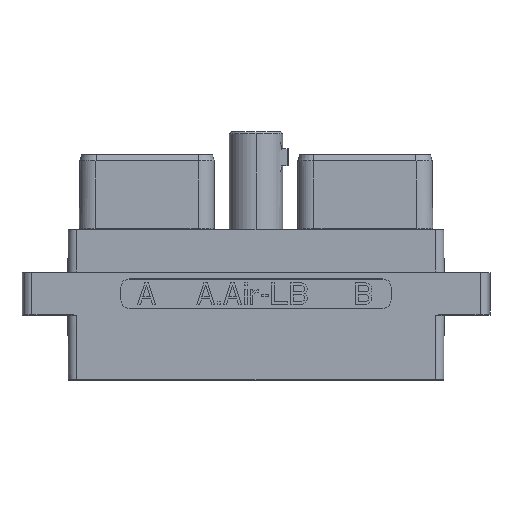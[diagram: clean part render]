
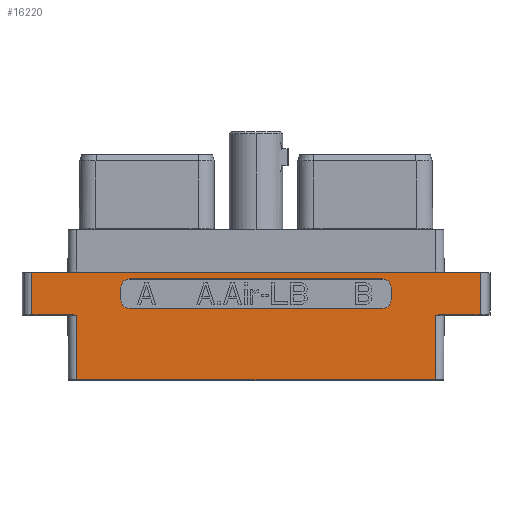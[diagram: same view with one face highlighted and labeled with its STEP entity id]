
A CAD part, top view. The second image highlights one B-rep face of the part: STEP entity #16220.
In plain terms, the highlighted planar face has unit normal (0, 0, 1).
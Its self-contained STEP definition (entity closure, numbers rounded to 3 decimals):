
#22=DIRECTION('',(-1.,0.,0.));
#23=VECTOR('',#22,53.065);
#24=CARTESIAN_POINT('',(26.532,-5.135,7.965));
#25=LINE('',#24,#23);
#294=DIRECTION('',(0.,1.,0.));
#295=VECTOR('',#294,4.99);
#296=CARTESIAN_POINT('',(26.532,-10.125,7.965));
#297=LINE('',#296,#295);
#312=CARTESIAN_POINT('',(-15.,-6.86,7.965));
#313=DIRECTION('',(0.,0.,1.));
#314=DIRECTION('',(0.,1.,0.));
#315=AXIS2_PLACEMENT_3D('',#312,#313,#314);
#317=DIRECTION('',(0.,-1.,0.));
#318=VECTOR('',#317,1.5);
#319=CARTESIAN_POINT('',(-15.985,-6.86,7.965));
#320=LINE('',#319,#318);
#321=CARTESIAN_POINT('',(-15.,-8.36,7.965));
#322=DIRECTION('',(0.,0.,1.));
#323=DIRECTION('',(-1.,0.,0.));
#324=AXIS2_PLACEMENT_3D('',#321,#322,#323);
#326=DIRECTION('',(1.,0.,0.));
#327=VECTOR('',#326,30.);
#328=CARTESIAN_POINT('',(-15.,-9.345,7.965));
#329=LINE('',#328,#327);
#330=CARTESIAN_POINT('',(15.,-8.36,7.965));
#331=DIRECTION('',(0.,0.,1.));
#332=DIRECTION('',(0.,-1.,0.));
#333=AXIS2_PLACEMENT_3D('',#330,#331,#332);
#335=DIRECTION('',(0.,1.,0.));
#336=VECTOR('',#335,1.5);
#337=CARTESIAN_POINT('',(15.985,-8.36,7.965));
#338=LINE('',#337,#336);
#339=CARTESIAN_POINT('',(15.,-6.86,7.965));
#340=DIRECTION('',(0.,0.,1.));
#341=DIRECTION('',(1.,0.,0.));
#342=AXIS2_PLACEMENT_3D('',#339,#340,#341);
#344=DIRECTION('',(-1.,0.,0.));
#345=VECTOR('',#344,30.);
#346=CARTESIAN_POINT('',(15.,-5.875,7.965));
#347=LINE('',#346,#345);
#392=CARTESIAN_POINT('',(-21.259,-10.21,7.965));
#394=DIRECTION('',(0.006,-1.,0.));
#395=VECTOR('',#394,7.615);
#396=CARTESIAN_POINT('',(-21.259,-10.21,7.965));
#397=LINE('',#396,#395);
#398=CARTESIAN_POINT('',(-21.21,-17.825,7.965));
#435=CARTESIAN_POINT('',(-21.683,-10.125,7.965));
#436=CARTESIAN_POINT('',(-21.676,-10.125,7.965));
#437=CARTESIAN_POINT('',(-21.66,-10.125,7.965));
#438=CARTESIAN_POINT('',(-21.633,-10.127,7.965));
#439=CARTESIAN_POINT('',(-21.604,-10.13,7.965));
#440=CARTESIAN_POINT('',(-21.57,-10.134,7.965));
#441=CARTESIAN_POINT('',(-21.533,-10.14,7.965));
#442=CARTESIAN_POINT('',(-21.49,-10.149,7.965));
#443=CARTESIAN_POINT('',(-21.442,-10.16,7.965));
#444=CARTESIAN_POINT('',(-21.387,-10.174,7.965));
#445=CARTESIAN_POINT('',(-21.327,-10.19,7.965));
#446=CARTESIAN_POINT('',(-21.283,-10.203,7.965));
#447=CARTESIAN_POINT('',(-21.259,-10.21,7.965));
#483=CARTESIAN_POINT('',(-21.683,-10.125,7.965));
#563=DIRECTION('',(1.,0.,0.));
#564=VECTOR('',#563,4.849);
#565=CARTESIAN_POINT('',(-26.532,-10.125,7.965));
#566=LINE('',#565,#564);
#682=DIRECTION('',(1.,0.,0.));
#683=VECTOR('',#682,42.42);
#684=CARTESIAN_POINT('',(-21.21,-17.825,7.965));
#685=LINE('',#684,#683);
#709=CARTESIAN_POINT('',(21.259,-10.21,7.965));
#785=CARTESIAN_POINT('',(21.21,-17.825,7.965));
#787=DIRECTION('',(0.006,1.,0.));
#788=VECTOR('',#787,7.615);
#789=CARTESIAN_POINT('',(21.21,-17.825,7.965));
#790=LINE('',#789,#788);
#791=CARTESIAN_POINT('',(21.259,-10.21,7.965));
#792=CARTESIAN_POINT('',(21.283,-10.203,7.965));
#793=CARTESIAN_POINT('',(21.327,-10.19,7.965));
#794=CARTESIAN_POINT('',(21.387,-10.174,7.965));
#795=CARTESIAN_POINT('',(21.441,-10.16,7.965));
#796=CARTESIAN_POINT('',(21.49,-10.149,7.965));
#797=CARTESIAN_POINT('',(21.533,-10.14,7.965));
#798=CARTESIAN_POINT('',(21.57,-10.134,7.965));
#799=CARTESIAN_POINT('',(21.604,-10.13,7.965));
#800=CARTESIAN_POINT('',(21.633,-10.127,7.965));
#801=CARTESIAN_POINT('',(21.66,-10.125,7.965));
#802=CARTESIAN_POINT('',(21.676,-10.125,7.965));
#803=CARTESIAN_POINT('',(21.683,-10.125,7.965));
#805=CARTESIAN_POINT('',(21.683,-10.125,7.965));
#841=DIRECTION('',(1.,0.,0.));
#842=VECTOR('',#841,4.849);
#843=CARTESIAN_POINT('',(21.683,-10.125,7.965));
#844=LINE('',#843,#842);
#1355=DIRECTION('',(0.,-1.,0.));
#1356=VECTOR('',#1355,4.99);
#1357=CARTESIAN_POINT('',(-26.532,-5.135,7.965));
#1358=LINE('',#1357,#1356);
#15130=VERTEX_POINT('',#785);
#15133=VERTEX_POINT('',#398);
#15137=CARTESIAN_POINT('',(26.532,-10.125,7.965));
#15138=CARTESIAN_POINT('',(26.532,-5.135,7.965));
#15139=VERTEX_POINT('',#15137);
#15140=VERTEX_POINT('',#15138);
#15153=CARTESIAN_POINT('',(-26.532,-5.135,7.965));
#15154=CARTESIAN_POINT('',(-26.532,-10.125,7.965));
#15155=VERTEX_POINT('',#15153);
#15156=VERTEX_POINT('',#15154);
#15601=CARTESIAN_POINT('',(-15.,-5.875,7.965));
#15602=CARTESIAN_POINT('',(-15.985,-6.86,7.965));
#15603=VERTEX_POINT('',#15601);
#15604=VERTEX_POINT('',#15602);
#15605=CARTESIAN_POINT('',(-15.985,-8.36,7.965));
#15606=VERTEX_POINT('',#15605);
#15607=CARTESIAN_POINT('',(-15.,-9.345,7.965));
#15608=VERTEX_POINT('',#15607);
#15609=CARTESIAN_POINT('',(15.,-9.345,7.965));
#15610=VERTEX_POINT('',#15609);
#15611=CARTESIAN_POINT('',(15.985,-8.36,7.965));
#15612=VERTEX_POINT('',#15611);
#15613=CARTESIAN_POINT('',(15.985,-6.86,7.965));
#15614=VERTEX_POINT('',#15613);
#15615=CARTESIAN_POINT('',(15.,-5.875,7.965));
#15616=VERTEX_POINT('',#15615);
#15641=VERTEX_POINT('',#805);
#15643=VERTEX_POINT('',#709);
#15661=VERTEX_POINT('',#392);
#15663=VERTEX_POINT('',#483);
#16177=CARTESIAN_POINT('',(-27.69,-5.15,7.965));
#16178=DIRECTION('',(0.,0.,1.));
#16179=DIRECTION('',(1.,0.,0.));
#16180=AXIS2_PLACEMENT_3D('',#16177,#16178,#16179);
#16181=PLANE('',#16180);
#16183=ORIENTED_EDGE('',*,*,#16182,.F.);
#16185=ORIENTED_EDGE('',*,*,#16184,.F.);
#16187=ORIENTED_EDGE('',*,*,#16186,.F.);
#16189=ORIENTED_EDGE('',*,*,#16188,.F.);
#16190=ORIENTED_EDGE('',*,*,#16096,.F.);
#16191=ORIENTED_EDGE('',*,*,#16167,.F.);
#16193=ORIENTED_EDGE('',*,*,#16192,.F.);
#16195=ORIENTED_EDGE('',*,*,#16194,.F.);
#16197=ORIENTED_EDGE('',*,*,#16196,.F.);
#16199=ORIENTED_EDGE('',*,*,#16198,.F.);
#16200=EDGE_LOOP('',(#16183,#16185,#16187,#16189,#16190,#16191,#16193,#16195,
#16197,#16199));
#16201=FACE_OUTER_BOUND('',#16200,.F.);
#16203=ORIENTED_EDGE('',*,*,#16202,.T.);
#16205=ORIENTED_EDGE('',*,*,#16204,.T.);
#16207=ORIENTED_EDGE('',*,*,#16206,.T.);
#16209=ORIENTED_EDGE('',*,*,#16208,.T.);
#16211=ORIENTED_EDGE('',*,*,#16210,.T.);
#16213=ORIENTED_EDGE('',*,*,#16212,.T.);
#16215=ORIENTED_EDGE('',*,*,#16214,.T.);
#16217=ORIENTED_EDGE('',*,*,#16216,.T.);
#16218=EDGE_LOOP('',(#16203,#16205,#16207,#16209,#16211,#16213,#16215,#16217));
#16219=FACE_BOUND('',#16218,.F.);
#16220=ADVANCED_FACE('',(#16201,#16219),#16181,.T.);
#316=CIRCLE('',#315,0.985);
#325=CIRCLE('',#324,0.985);
#334=CIRCLE('',#333,0.985);
#343=CIRCLE('',#342,0.985);
#448=B_SPLINE_CURVE_WITH_KNOTS('',3,(#435,#436,#437,#438,#439,#440,#441,#442,
#443,#444,#445,#446,#447),.UNSPECIFIED.,.F.,.F.,(4,1,1,1,1,1,1,1,1,1,4),(0.,
0.1,0.2,0.3,0.4,0.5,0.6,0.7,0.8,0.9,1.),.UNSPECIFIED.);
#804=B_SPLINE_CURVE_WITH_KNOTS('',3,(#791,#792,#793,#794,#795,#796,#797,#798,
#799,#800,#801,#802,#803),.UNSPECIFIED.,.F.,.F.,(4,1,1,1,1,1,1,1,1,1,4),(0.,
0.1,0.2,0.3,0.4,0.5,0.6,0.7,0.8,0.9,1.),.UNSPECIFIED.);
#16096=EDGE_CURVE('',#15140,#15155,#25,.T.);
#16167=EDGE_CURVE('',#15139,#15140,#297,.T.);
#16182=EDGE_CURVE('',#15661,#15133,#397,.T.);
#16184=EDGE_CURVE('',#15663,#15661,#448,.T.);
#16186=EDGE_CURVE('',#15156,#15663,#566,.T.);
#16188=EDGE_CURVE('',#15155,#15156,#1358,.T.);
#16192=EDGE_CURVE('',#15641,#15139,#844,.T.);
#16194=EDGE_CURVE('',#15643,#15641,#804,.T.);
#16196=EDGE_CURVE('',#15130,#15643,#790,.T.);
#16198=EDGE_CURVE('',#15133,#15130,#685,.T.);
#16202=EDGE_CURVE('',#15603,#15604,#316,.T.);
#16204=EDGE_CURVE('',#15604,#15606,#320,.T.);
#16206=EDGE_CURVE('',#15606,#15608,#325,.T.);
#16208=EDGE_CURVE('',#15608,#15610,#329,.T.);
#16210=EDGE_CURVE('',#15610,#15612,#334,.T.);
#16212=EDGE_CURVE('',#15612,#15614,#338,.T.);
#16214=EDGE_CURVE('',#15614,#15616,#343,.T.);
#16216=EDGE_CURVE('',#15616,#15603,#347,.T.);
